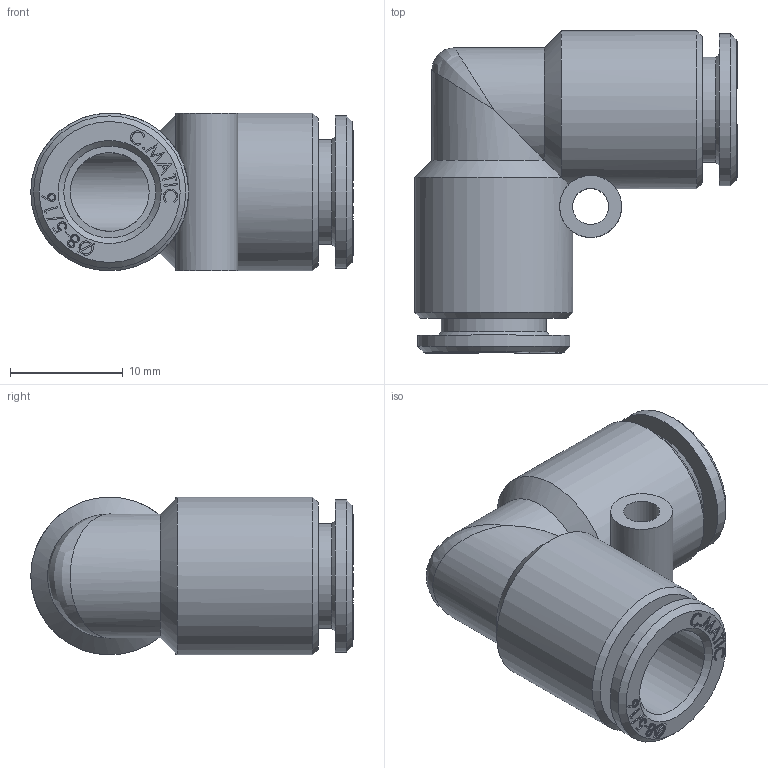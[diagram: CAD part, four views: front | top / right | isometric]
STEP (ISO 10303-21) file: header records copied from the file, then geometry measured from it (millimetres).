
FILE_DESCRIPTION( ( 'STEP AP214' ), '1' );
FILE_NAME( 'psolqas_5044_32.stp', '2021-03-04T17:00:50', ( 'License CC BY-ND 4.0' ), ( 'CADENAS' ), ' ', 'PARTsolutions', ' ' );
FILE_SCHEMA( ( 'AUTOMOTIVE_DESIGN { 1 0 10303 214 1 1 1 1 }' ) );
Length unit declared in the file: metre
Products named in the file (1): Rivoluzione2
Bounding box: 28.6 x 28.6 x 14 mm (x, y, z)
Volume: 3742 mm3; surface area: 3585.7 mm2
Topology: 1 solids, 1 shells, 353 faces, 910 edges, 604 vertices
Faces by surface type: plane 192, bspline 137, cylinder 14, cone 10
Full cylindrical faces by diameter (mm): 3.2 x1, 5.5 x1, 7 x2, 8.15 x2, 9.3 x2, 13.5 x2, 14 x2
Entity records: 20920 total; most frequent: CARTESIAN_POINT 10534, ORIENTED_EDGE 1764, DIRECTION 1060, EDGE_CURVE 882, VERTEX_POINT 598, LINE 562, VECTOR 562, EDGE_LOOP 424
